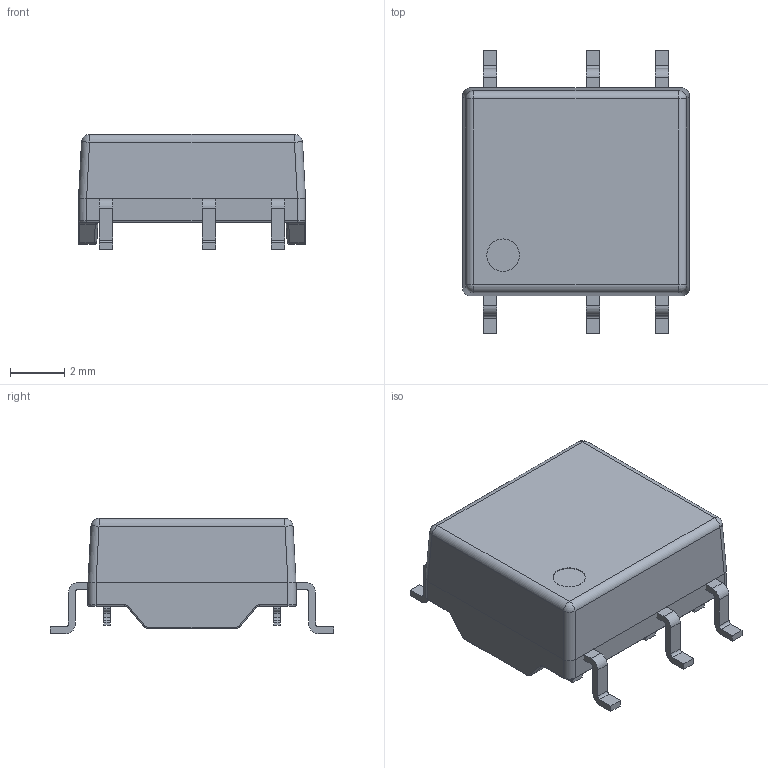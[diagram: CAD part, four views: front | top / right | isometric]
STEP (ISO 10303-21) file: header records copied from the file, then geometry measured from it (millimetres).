
FILE_DESCRIPTION(/* description */ (''),/* implementation_level */ '2;1');
FILE_NAME(/* name */ 'SM91508AL New case.stp',/* time_stamp */ '2021-04-19T10:06:07+08:00',/* author */ ('mag-pde'),/* organization */ (''),/* preprocessor_version */ 'ST-DEVELOPER v16.5',/* originating_system */ 'Autodesk Inventor 2017',/* authorisation */ '');
FILE_SCHEMA (('AUTOMOTIVE_DESIGN { 1 0 10303 214 3 1 1 }'));
Length unit declared in the file: millimetre
Products named in the file (3): 517-20200413增加卡线槽; 517Case-20200413增加卡线槽; Pin
Assembly tree (7 placements, depth 2):
  517-20200413增加卡线槽
    517Case-20200413增加卡线槽
    Pin  x6
Bounding box: 8.38 x 10.48 x 4.25 mm (x, y, z)
Volume: 105 mm3; surface area: 346.2 mm2
Topology: 7 solids, 7 shells, 368 faces, 966 edges, 613 vertices
Faces by surface type: plane 175, cylinder 153, bspline 20, torus 12, sphere 8
Full cylindrical faces by diameter (mm): 1.2 x1
Entity records: 6875 total; most frequent: CARTESIAN_POINT 1478, DIRECTION 1147, ORIENTED_EDGE 1082, EDGE_CURVE 541, AXIS2_PLACEMENT_3D 406, LINE 335, VECTOR 335, VERTEX_POINT 333
